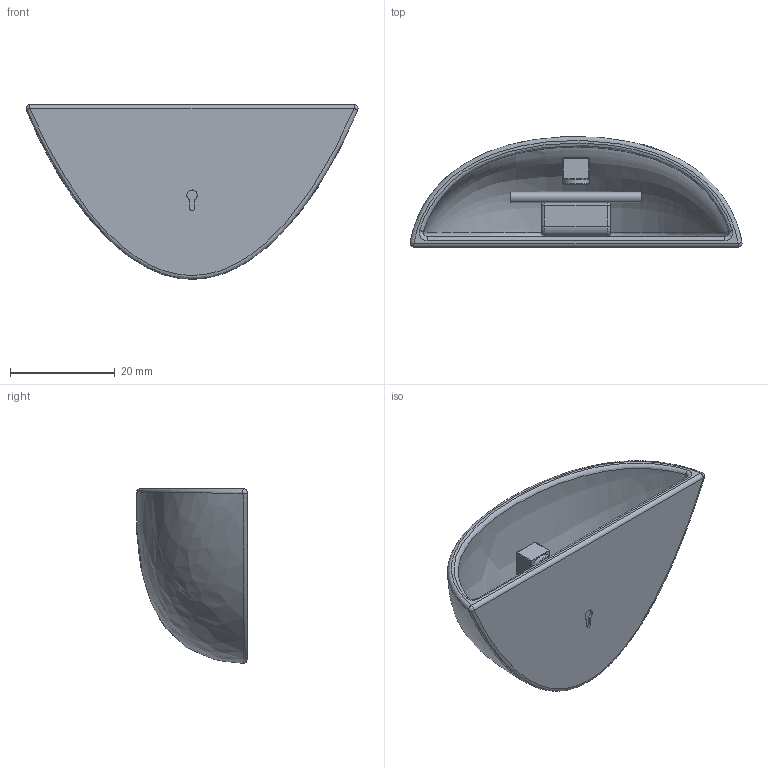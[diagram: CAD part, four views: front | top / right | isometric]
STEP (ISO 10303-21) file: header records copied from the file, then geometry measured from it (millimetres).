
FILE_DESCRIPTION(/* description */ (''),/* implementation_level */ '2;1');
FILE_NAME(/* name */ 'Prototype1 v8.step',/* time_stamp */ '2019-03-31T05:08:51-03:00',/* author */ (''),/* organization */ (''),/* preprocessor_version */ 'ST-DEVELOPER v17',/* originating_system */ 'Autodesk Translation Framework v7.1.0.215',/* authorisation */ '');
FILE_SCHEMA (('AUTOMOTIVE_DESIGN { 1 0 10303 214 3 1 1 }'));
Length unit declared in the file: millimetre
Products named in the file (5): Prototype1; Light bulb; Camera; Chassis; RaspPi
Assembly tree (4 placements, depth 2):
  Prototype1
    Light bulb
    Camera
    Chassis
    RaspPi
Bounding box: 63.25 x 21.04 x 33.29 mm (x, y, z)
Volume: 7864.3 mm3; surface area: 8170.8 mm2
Topology: 4 solids, 4 shells, 130 faces, 309 edges, 191 vertices
Faces by surface type: bspline 40, cylinder 37, plane 28, sphere 14, torus 11
Full cylindrical faces by diameter (mm): 2 x1, 4 x1, 5 x1
Entity records: 12292 total; most frequent: CARTESIAN_POINT 9298, ORIENTED_EDGE 618, DIRECTION 545, EDGE_CURVE 309, AXIS2_PLACEMENT_3D 229, VERTEX_POINT 191, EDGE_LOOP 134, FACE_OUTER_BOUND 130
